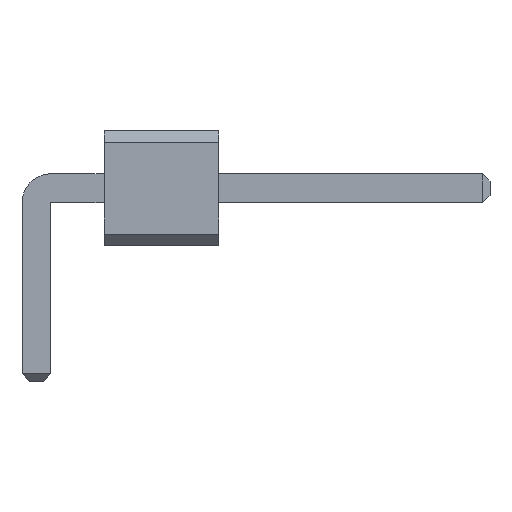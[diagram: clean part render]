
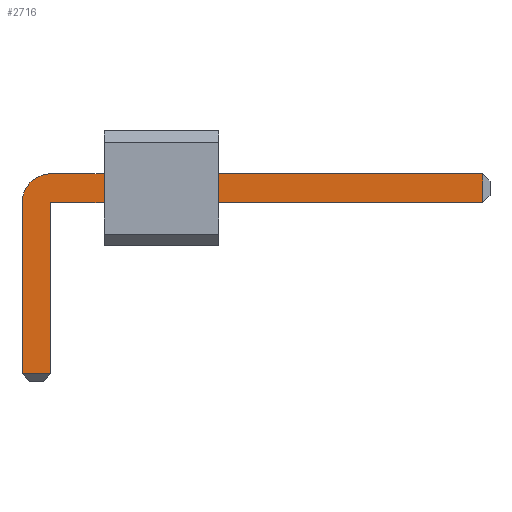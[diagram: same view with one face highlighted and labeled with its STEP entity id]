
A CAD part, front view. The second image highlights one B-rep face of the part: STEP entity #2716.
In plain terms, the highlighted planar face has unit normal (0, -1, 0).
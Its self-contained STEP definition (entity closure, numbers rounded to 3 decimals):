
#13=DIRECTION('',(0.,0.,1.));
#1183=VECTOR('',#13,1.);
#2516=VECTOR('',#2517,1.);
#2517=DIRECTION('',(1.,0.,0.));
#2523=VECTOR('',#2524,1.);
#2524=DIRECTION('',(0.,0.,-1.));
#2531=VECTOR('',#2532,1.);
#2532=DIRECTION('',(-1.,0.,0.));
#2553=DIRECTION('',(-0.,1.,0.));
#2557=DIRECTION('',(0.,1.,0.));
#2558=DIRECTION('',(1.,0.,0.));
#2565=VERTEX_POINT('',#2566);
#2566=CARTESIAN_POINT('',(0.32,-48.58,1.59));
#2568=ORIENTED_EDGE('',*,*,#2569,.T.);
#2569=EDGE_CURVE('',#2565,#2570,#2572,.T.);
#2570=VERTEX_POINT('',#2571);
#2571=CARTESIAN_POINT('',(9.88,-48.58,1.59));
#2572=LINE('',#2573,#2516);
#2573=CARTESIAN_POINT('',(-0.32,-48.58,1.59));
#2611=EDGE_CURVE('',#2612,#2565,#2614,.T.);
#2612=VERTEX_POINT('',#2613);
#2613=CARTESIAN_POINT('',(-0.32,-48.58,0.95));
#2614=CIRCLE('',#2615,0.64);
#2615=AXIS2_PLACEMENT_3D('',#2616,#2553,#2524);
#2616=CARTESIAN_POINT('',(0.32,-48.58,0.95));
#2628=VERTEX_POINT('',#2629);
#2629=CARTESIAN_POINT('',(9.88,-48.58,0.95));
#2631=ORIENTED_EDGE('',*,*,#2632,.T.);
#2632=EDGE_CURVE('',#2628,#2633,#2634,.T.);
#2633=VERTEX_POINT('',#2616);
#2634=LINE('',#2635,#2531);
#2635=CARTESIAN_POINT('',(10.04,-48.58,0.95));
#2647=VERTEX_POINT('',#2648);
#2648=CARTESIAN_POINT('',(-0.32,-48.58,-2.84));
#2650=ORIENTED_EDGE('',*,*,#2651,.T.);
#2651=EDGE_CURVE('',#2647,#2612,#2652,.T.);
#2652=LINE('',#2653,#1183);
#2653=CARTESIAN_POINT('',(-0.32,-48.58,-3.));
#2661=ORIENTED_EDGE('',*,*,#2662,.T.);
#2662=EDGE_CURVE('',#2633,#2663,#2665,.T.);
#2663=VERTEX_POINT('',#2664);
#2664=CARTESIAN_POINT('',(0.32,-48.58,-2.84));
#2665=LINE('',#2616,#2523);
#2716=ADVANCED_FACE('',(#2717),#2726,.F.);
#2717=FACE_BOUND('',#2718,.F.);
#2718=EDGE_LOOP('',(#2568,#2719,#2631,#2661,#2722,#2650,#2725));
#2719=ORIENTED_EDGE('',*,*,#2720,.T.);
#2720=EDGE_CURVE('',#2570,#2628,#2721,.T.);
#2721=LINE('',#2571,#2523);
#2722=ORIENTED_EDGE('',*,*,#2723,.T.);
#2723=EDGE_CURVE('',#2663,#2647,#2724,.T.);
#2724=LINE('',#2664,#2531);
#2725=ORIENTED_EDGE('',*,*,#2611,.T.);
#2726=PLANE('',#2727);
#2727=AXIS2_PLACEMENT_3D('',#2728,#2557,#2558);
#2728=CARTESIAN_POINT('',(3.576,-48.58,0.579));
